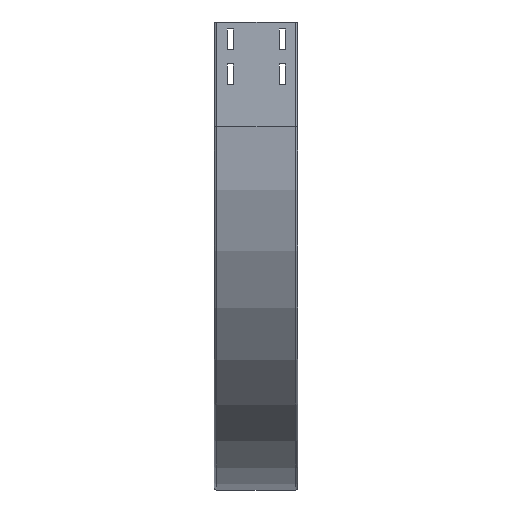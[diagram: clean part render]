
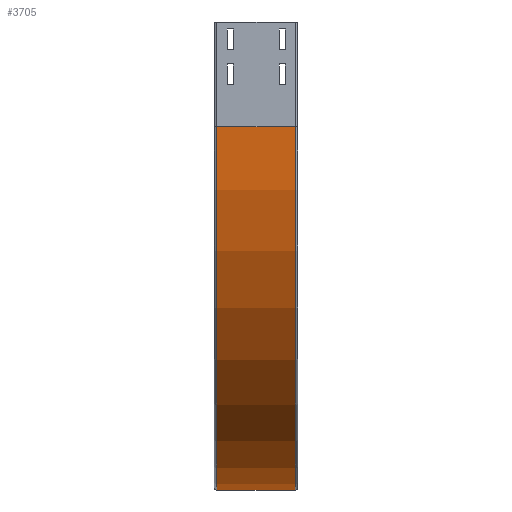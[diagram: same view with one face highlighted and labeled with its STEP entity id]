
A CAD part, left-side view. The second image highlights one B-rep face of the part: STEP entity #3705.
In plain terms, the highlighted cylindrical face has radius 520 mm (diameter 1040 mm), a partial arc.
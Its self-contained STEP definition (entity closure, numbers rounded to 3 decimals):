
#160=CIRCLE('',#4063,520.);
#162=CIRCLE('',#4066,520.);
#215=CYLINDRICAL_SURFACE('',#4065,520.);
#379=FACE_OUTER_BOUND('',#621,.T.);
#621=EDGE_LOOP('',(#3073,#3074,#3075,#3076));
#974=LINE('',#5879,#1394);
#1013=LINE('',#6008,#1433);
#1394=VECTOR('',#4782,10.);
#1433=VECTOR('',#4925,10.);
#1737=VERTEX_POINT('',#5872);
#1739=VERTEX_POINT('',#5878);
#1776=VERTEX_POINT('',#6002);
#1777=VERTEX_POINT('',#6006);
#2162=EDGE_CURVE('',#1737,#1739,#974,.T.);
#2224=EDGE_CURVE('',#1776,#1737,#160,.T.);
#2226=EDGE_CURVE('',#1777,#1739,#162,.T.);
#2227=EDGE_CURVE('',#1777,#1776,#1013,.T.);
#3073=ORIENTED_EDGE('',*,*,#2162,.T.);
#3074=ORIENTED_EDGE('',*,*,#2226,.F.);
#3075=ORIENTED_EDGE('',*,*,#2227,.T.);
#3076=ORIENTED_EDGE('',*,*,#2224,.T.);
#3705=ADVANCED_FACE('',(#379),#215,.T.);
#4063=AXIS2_PLACEMENT_3D('',#6003,#4917,#4918);
#4065=AXIS2_PLACEMENT_3D('',#6005,#4921,#4922);
#4066=AXIS2_PLACEMENT_3D('',#6007,#4923,#4924);
#4782=DIRECTION('',(0.,-1.,0.));
#4917=DIRECTION('center_axis',(0.,-1.,0.));
#4918=DIRECTION('ref_axis',(-1.,0.,0.));
#4921=DIRECTION('center_axis',(0.,-1.,0.));
#4922=DIRECTION('ref_axis',(-1.,0.,0.));
#4923=DIRECTION('center_axis',(0.,-1.,0.));
#4924=DIRECTION('ref_axis',(-1.,0.,0.));
#4925=DIRECTION('',(0.,1.,0.));
#5872=CARTESIAN_POINT('',(489.,116.,-520.));
#5878=CARTESIAN_POINT('',(489.,4.,-520.));
#5879=CARTESIAN_POINT('',(489.,116.,-520.));
#6002=CARTESIAN_POINT('',(-31.,116.,0.));
#6003=CARTESIAN_POINT('Origin',(489.,116.,0.));
#6005=CARTESIAN_POINT('Origin',(489.,54.966,0.));
#6006=CARTESIAN_POINT('',(-31.,4.,0.));
#6007=CARTESIAN_POINT('Origin',(489.,4.,0.));
#6008=CARTESIAN_POINT('',(-31.,129.048,0.));
